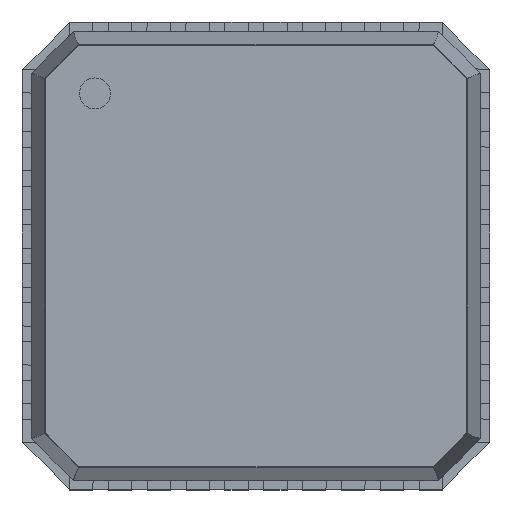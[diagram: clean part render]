
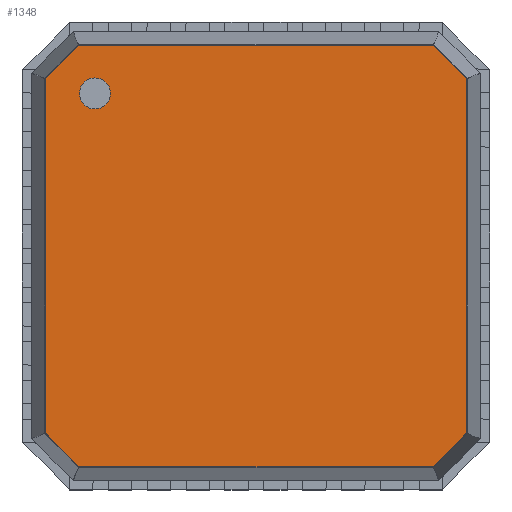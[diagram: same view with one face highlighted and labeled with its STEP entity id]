
A CAD part, top view. The second image highlights one B-rep face of the part: STEP entity #1348.
In plain terms, the highlighted planar face has unit normal (0, 0, 1).
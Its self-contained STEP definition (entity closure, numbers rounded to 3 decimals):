
#234 = VECTOR ( 'NONE', #775, 1000. ) ;
#340 = VECTOR ( 'NONE', #4382, 1000. ) ;
#543 = LINE ( 'NONE', #1639, #1236 ) ;
#566 = CARTESIAN_POINT ( 'NONE',  ( 2.28, -2.71, 0.013 ) ) ;
#582 = ORIENTED_EDGE ( 'NONE', *, *, #4523, .T. ) ;
#775 = DIRECTION ( 'NONE',  ( 0.707, -0.707, 0. ) ) ;
#869 = EDGE_CURVE ( 'NONE', #6034, #3309, #1073, .T. ) ;
#911 = EDGE_CURVE ( 'NONE', #3996, #1890, #5447, .T. ) ;
#938 = ORIENTED_EDGE ( 'NONE', *, *, #4036, .T. ) ;
#1011 = CARTESIAN_POINT ( 'NONE',  ( 2.71, -2.28, 0.013 ) ) ;
#1073 = LINE ( 'NONE', #4452, #340 ) ;
#1104 = CARTESIAN_POINT ( 'NONE',  ( -2.28, 2.71, 0.013 ) ) ;
#1139 = ORIENTED_EDGE ( 'NONE', *, *, #3341, .T. ) ;
#1236 = VECTOR ( 'NONE', #5958, 1000. ) ;
#1348 = ADVANCED_FACE ( 'NONE', ( #3731 ), #5110, .T. ) ;
#1370 = CARTESIAN_POINT ( 'NONE',  ( -2.28, 2.71, 0.013 ) ) ;
#1378 = VERTEX_POINT ( 'NONE', #566 ) ;
#1403 = DIRECTION ( 'NONE',  ( 1., 0., 0. ) ) ;
#1639 = CARTESIAN_POINT ( 'NONE',  ( 2.71, 2.28, 0.013 ) ) ;
#1680 = EDGE_CURVE ( 'NONE', #1890, #4500, #2161, .T. ) ;
#1800 = LINE ( 'NONE', #4371, #3857 ) ;
#1815 = LINE ( 'NONE', #3923, #2847 ) ;
#1890 = VERTEX_POINT ( 'NONE', #5522 ) ;
#2139 = DIRECTION ( 'NONE',  ( 1., 0., 0. ) ) ;
#2161 = LINE ( 'NONE', #6474, #2726 ) ;
#2453 = EDGE_CURVE ( 'NONE', #3309, #4757, #543, .T. ) ;
#2527 = LINE ( 'NONE', #3448, #234 ) ;
#2620 = CARTESIAN_POINT ( 'NONE',  ( -2.28, -2.71, 0.013 ) ) ;
#2726 = VECTOR ( 'NONE', #4875, 1000. ) ;
#2847 = VECTOR ( 'NONE', #3467, 1000. ) ;
#3077 = LINE ( 'NONE', #4081, #6822 ) ;
#3235 = ORIENTED_EDGE ( 'NONE', *, *, #869, .T. ) ;
#3286 = ORIENTED_EDGE ( 'NONE', *, *, #911, .T. ) ;
#3309 = VERTEX_POINT ( 'NONE', #6594 ) ;
#3341 = EDGE_CURVE ( 'NONE', #1378, #6034, #1800, .T. ) ;
#3448 = CARTESIAN_POINT ( 'NONE',  ( -2.71, -2.28, 0.013 ) ) ;
#3467 = DIRECTION ( 'NONE',  ( -1., 0., 0. ) ) ;
#3533 = ORIENTED_EDGE ( 'NONE', *, *, #1680, .T. ) ;
#3610 = ORIENTED_EDGE ( 'NONE', *, *, #2453, .T. ) ;
#3731 = FACE_OUTER_BOUND ( 'NONE', #4240, .T. ) ;
#3844 = AXIS2_PLACEMENT_3D ( 'NONE', #5946, #4364, #2139 ) ;
#3857 = VECTOR ( 'NONE', #5987, 1000. ) ;
#3923 = CARTESIAN_POINT ( 'NONE',  ( -2.981, 2.71, 0.013 ) ) ;
#3996 = VERTEX_POINT ( 'NONE', #1370 ) ;
#4036 = EDGE_CURVE ( 'NONE', #4500, #5944, #2527, .T. ) ;
#4081 = CARTESIAN_POINT ( 'NONE',  ( -2.981, -2.71, 0.013 ) ) ;
#4240 = EDGE_LOOP ( 'NONE', ( #582, #3286, #3533, #938, #6688, #1139, #3235, #3610 ) ) ;
#4364 = DIRECTION ( 'NONE',  ( 0., 0., 1. ) ) ;
#4371 = CARTESIAN_POINT ( 'NONE',  ( 2.28, -2.71, 0.013 ) ) ;
#4382 = DIRECTION ( 'NONE',  ( 0., 1., 0. ) ) ;
#4451 = CARTESIAN_POINT ( 'NONE',  ( -2.71, -2.28, 0.013 ) ) ;
#4452 = CARTESIAN_POINT ( 'NONE',  ( 2.71, -2.981, 0.013 ) ) ;
#4500 = VERTEX_POINT ( 'NONE', #4451 ) ;
#4523 = EDGE_CURVE ( 'NONE', #4757, #3996, #1815, .T. ) ;
#4757 = VERTEX_POINT ( 'NONE', #5788 ) ;
#4875 = DIRECTION ( 'NONE',  ( 0., -1., 0. ) ) ;
#5089 = VECTOR ( 'NONE', #5554, 1000. ) ;
#5110 = PLANE ( 'NONE',  #3844 ) ;
#5447 = LINE ( 'NONE', #1104, #5089 ) ;
#5522 = CARTESIAN_POINT ( 'NONE',  ( -2.71, 2.28, 0.013 ) ) ;
#5554 = DIRECTION ( 'NONE',  ( -0.707, -0.707, 0. ) ) ;
#5788 = CARTESIAN_POINT ( 'NONE',  ( 2.28, 2.71, 0.013 ) ) ;
#5815 = EDGE_CURVE ( 'NONE', #5944, #1378, #3077, .T. ) ;
#5944 = VERTEX_POINT ( 'NONE', #2620 ) ;
#5946 = CARTESIAN_POINT ( 'NONE',  ( -2.981, -2.981, 0.013 ) ) ;
#5958 = DIRECTION ( 'NONE',  ( -0.707, 0.707, 0. ) ) ;
#5987 = DIRECTION ( 'NONE',  ( 0.707, 0.707, 0. ) ) ;
#6034 = VERTEX_POINT ( 'NONE', #1011 ) ;
#6474 = CARTESIAN_POINT ( 'NONE',  ( -2.71, -2.981, 0.013 ) ) ;
#6594 = CARTESIAN_POINT ( 'NONE',  ( 2.71, 2.28, 0.013 ) ) ;
#6688 = ORIENTED_EDGE ( 'NONE', *, *, #5815, .T. ) ;
#6822 = VECTOR ( 'NONE', #1403, 1000. ) ;
